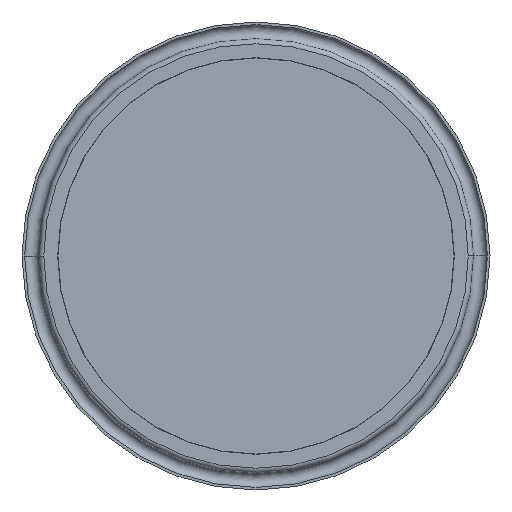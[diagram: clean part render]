
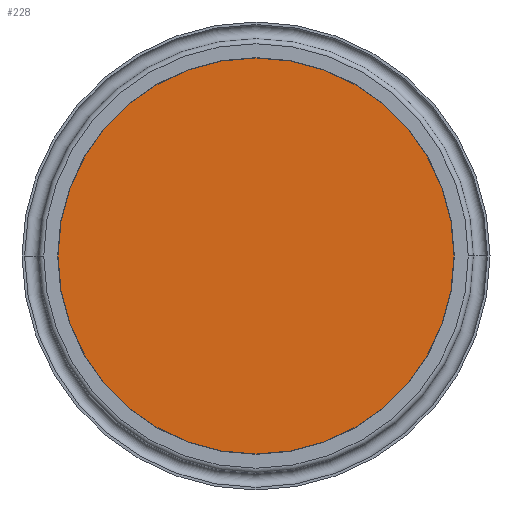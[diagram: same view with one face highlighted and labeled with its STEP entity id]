
A CAD part, front view. The second image highlights one B-rep face of the part: STEP entity #228.
In plain terms, the highlighted planar face has unit normal (0, -1, 0).
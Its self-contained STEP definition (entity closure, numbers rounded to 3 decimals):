
#146 = CIRCLE ( 'NONE', #577, 67.4 ) ;
#159 = DIRECTION ( 'NONE',  ( 0., -1., 0. ) ) ;
#180 = CIRCLE ( 'NONE', #820, 67.4 ) ;
#228 = ADVANCED_FACE ( 'NONE', ( #603 ), #868, .F. ) ;
#231 = DIRECTION ( 'NONE',  ( 0., 1., 0. ) ) ;
#237 = EDGE_CURVE ( 'NONE', #595, #858, #180, .T. ) ;
#329 = CARTESIAN_POINT ( 'NONE',  ( 0., 0., -67.4 ) ) ;
#376 = EDGE_LOOP ( 'NONE', ( #427, #626 ) ) ;
#427 = ORIENTED_EDGE ( 'NONE', *, *, #237, .T. ) ;
#463 = CARTESIAN_POINT ( 'NONE',  ( 0., 0., 0. ) ) ;
#483 = DIRECTION ( 'NONE',  ( 0., -1., 0. ) ) ;
#518 = DIRECTION ( 'NONE',  ( 0., 0., -1. ) ) ;
#577 = AXIS2_PLACEMENT_3D ( 'NONE', #463, #483, #518 ) ;
#595 = VERTEX_POINT ( 'NONE', #329 ) ;
#603 = FACE_OUTER_BOUND ( 'NONE', #376, .T. ) ;
#626 = ORIENTED_EDGE ( 'NONE', *, *, #628, .T. ) ;
#628 = EDGE_CURVE ( 'NONE', #858, #595, #146, .T. ) ;
#663 = CARTESIAN_POINT ( 'NONE',  ( 0., 0., 0. ) ) ;
#708 = DIRECTION ( 'NONE',  ( 0., 0., -1. ) ) ;
#718 = AXIS2_PLACEMENT_3D ( 'NONE', #663, #231, #734 ) ;
#727 = CARTESIAN_POINT ( 'NONE',  ( 0., 0., 0. ) ) ;
#734 = DIRECTION ( 'NONE',  ( 0., 0., 1. ) ) ;
#820 = AXIS2_PLACEMENT_3D ( 'NONE', #727, #159, #708 ) ;
#858 = VERTEX_POINT ( 'NONE', #912 ) ;
#868 = PLANE ( 'NONE',  #718 ) ;
#912 = CARTESIAN_POINT ( 'NONE',  ( 0., 0., 67.4 ) ) ;
